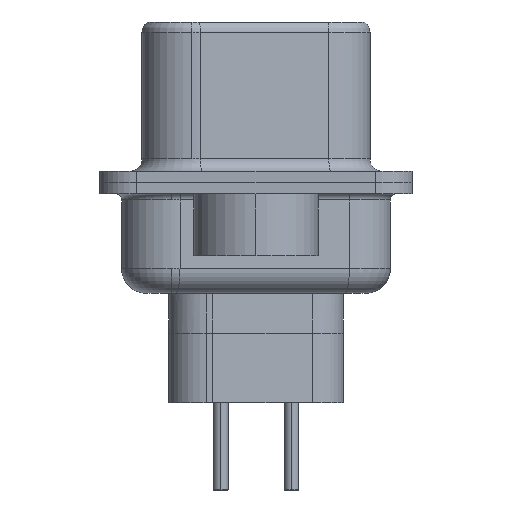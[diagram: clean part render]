
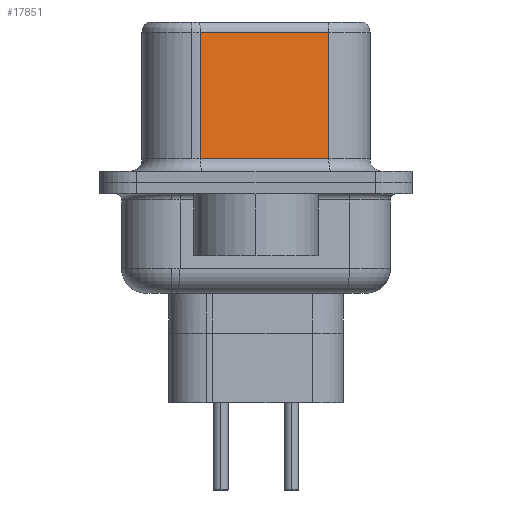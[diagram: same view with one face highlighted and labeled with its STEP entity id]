
A CAD part, left-side view. The second image highlights one B-rep face of the part: STEP entity #17851.
In plain terms, the highlighted planar face has unit normal (-0.985, -0.174, 0).
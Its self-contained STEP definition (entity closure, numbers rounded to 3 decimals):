
#16 = LINE ( 'NONE', #10470, #14331 ) ;
#647 = VERTEX_POINT ( 'NONE', #15389 ) ;
#1717 = CARTESIAN_POINT ( 'NONE',  ( 4.575, -2.927, 0.95 ) ) ;
#2995 = VERTEX_POINT ( 'NONE', #14940 ) ;
#3345 = LINE ( 'NONE', #19342, #7391 ) ;
#3355 = EDGE_CURVE ( 'NONE', #647, #2995, #16, .T. ) ;
#4006 = VECTOR ( 'NONE', #6773, 1000. ) ;
#5983 = VECTOR ( 'NONE', #8403, 1000. ) ;
#5986 = EDGE_CURVE ( 'NONE', #12996, #12517, #14008, .T. ) ;
#6352 = ORIENTED_EDGE ( 'NONE', *, *, #21073, .T. ) ;
#6773 = DIRECTION ( 'NONE',  ( 0., 0., -1. ) ) ;
#7123 = DIRECTION ( 'NONE',  ( 0., 0., -1. ) ) ;
#7245 = DIRECTION ( 'NONE',  ( -0.174, 0.985, 0. ) ) ;
#7391 = VECTOR ( 'NONE', #7123, 1000. ) ;
#8403 = DIRECTION ( 'NONE',  ( 0.174, -0.985, 0. ) ) ;
#10470 = CARTESIAN_POINT ( 'NONE',  ( 4.575, -2.927, 6.02 ) ) ;
#10482 = CARTESIAN_POINT ( 'NONE',  ( 3.665, 2.233, 0.95 ) ) ;
#12517 = VERTEX_POINT ( 'NONE', #15912 ) ;
#12985 = CARTESIAN_POINT ( 'NONE',  ( 4.575, -2.927, 6.52 ) ) ;
#12996 = VERTEX_POINT ( 'NONE', #10482 ) ;
#13454 = EDGE_CURVE ( 'NONE', #647, #12517, #19328, .T. ) ;
#14008 = LINE ( 'NONE', #1717, #5983 ) ;
#14331 = VECTOR ( 'NONE', #17822, 1000. ) ;
#14372 = PLANE ( 'NONE',  #14654 ) ;
#14597 = ORIENTED_EDGE ( 'NONE', *, *, #13454, .F. ) ;
#14654 = AXIS2_PLACEMENT_3D ( 'NONE', #12985, #16101, #7245 ) ;
#14940 = CARTESIAN_POINT ( 'NONE',  ( 3.665, 2.233, 6.02 ) ) ;
#15389 = CARTESIAN_POINT ( 'NONE',  ( 4.575, -2.927, 6.02 ) ) ;
#15912 = CARTESIAN_POINT ( 'NONE',  ( 4.575, -2.927, 0.95 ) ) ;
#16073 = EDGE_LOOP ( 'NONE', ( #14597, #16789, #6352, #16748 ) ) ;
#16101 = DIRECTION ( 'NONE',  ( 0.985, 0.174, 0. ) ) ;
#16748 = ORIENTED_EDGE ( 'NONE', *, *, #5986, .T. ) ;
#16789 = ORIENTED_EDGE ( 'NONE', *, *, #3355, .T. ) ;
#17473 = CARTESIAN_POINT ( 'NONE',  ( 4.575, -2.927, 6.52 ) ) ;
#17822 = DIRECTION ( 'NONE',  ( -0.174, 0.985, 0. ) ) ;
#17851 = ADVANCED_FACE ( 'NONE', ( #19579 ), #14372, .F. ) ;
#19328 = LINE ( 'NONE', #17473, #4006 ) ;
#19342 = CARTESIAN_POINT ( 'NONE',  ( 3.665, 2.233, 6.52 ) ) ;
#19579 = FACE_OUTER_BOUND ( 'NONE', #16073, .T. ) ;
#21073 = EDGE_CURVE ( 'NONE', #2995, #12996, #3345, .T. ) ;
